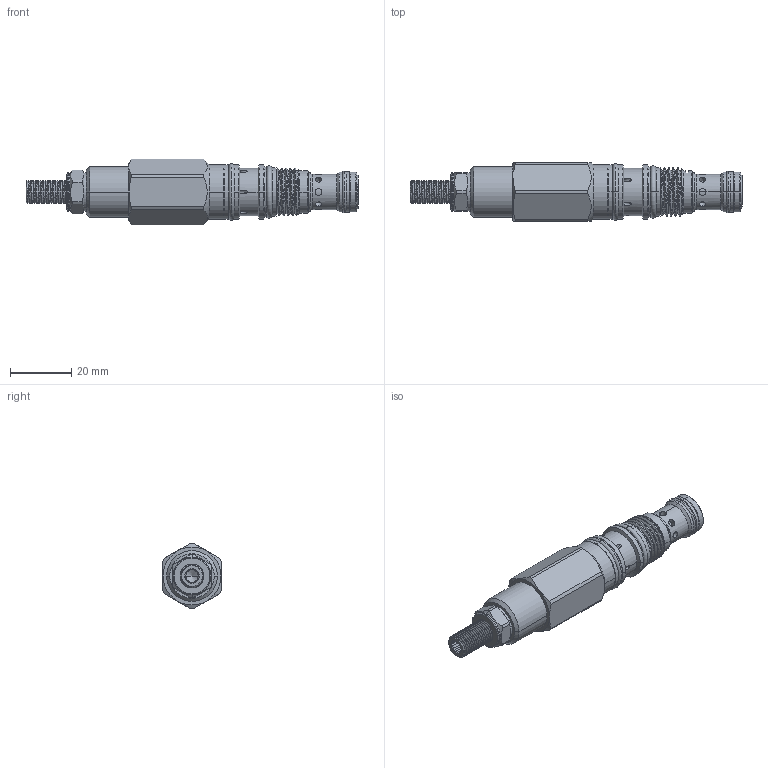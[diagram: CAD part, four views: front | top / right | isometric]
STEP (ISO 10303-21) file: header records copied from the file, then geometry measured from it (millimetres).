
FILE_DESCRIPTION (( 'STEP AP203' ), '1' );
FILE_NAME ('PD163A3JAL.STEP', '2020-07-06T05:10:05', ( '' ), ( '' ), 'SwSTEP 2.0', 'SolidWorks 2018', '' );
FILE_SCHEMA (( 'CONFIG_CONTROL_DESIGN' ));
Length unit declared in the file: millimetre
Products named in the file (1): PD163A3JAL
Bounding box: 108.59 x 19.05 x 21.4 mm (x, y, z)
Volume: 20682.6 mm3; surface area: 8274.5 mm2
Topology: 6 solids, 6 shells, 284 faces, 705 edges, 445 vertices
Faces by surface type: cylinder 163, plane 53, cone 45, torus 19, bspline 4
Entity records: 16159 total; most frequent: CARTESIAN_POINT 9671, ORIENTED_EDGE 1406, DIRECTION 1283, EDGE_CURVE 703, AXIS2_PLACEMENT_3D 522, VERTEX_POINT 445, EDGE_LOOP 310, ADVANCED_FACE 284
